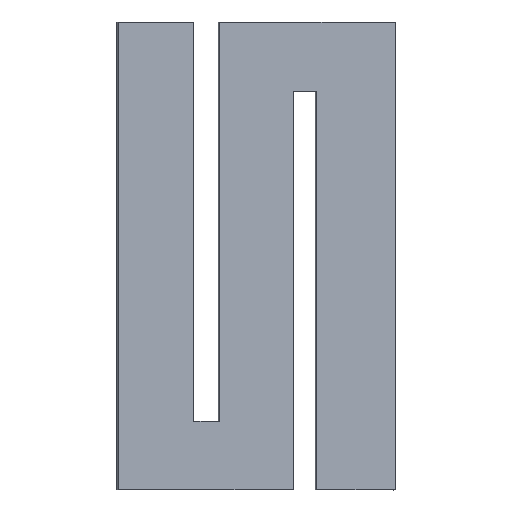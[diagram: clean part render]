
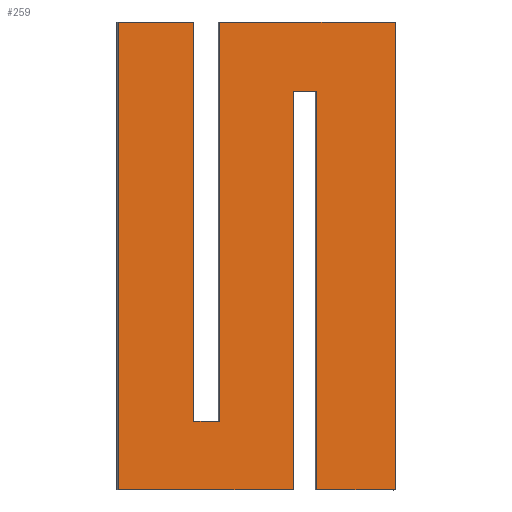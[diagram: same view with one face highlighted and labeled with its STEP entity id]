
A CAD part, top view. The second image highlights one B-rep face of the part: STEP entity #259.
In plain terms, the highlighted planar face has unit normal (0.116, 0, 0.993).
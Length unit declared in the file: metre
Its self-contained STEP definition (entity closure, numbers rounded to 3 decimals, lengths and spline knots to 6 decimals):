
#24=ORIENTED_EDGE('',*,*,#96,.T.);
#25=ORIENTED_EDGE('',*,*,#97,.T.);
#26=ORIENTED_EDGE('',*,*,#98,.T.);
#27=ORIENTED_EDGE('',*,*,#99,.T.);
#28=ORIENTED_EDGE('',*,*,#100,.T.);
#29=ORIENTED_EDGE('',*,*,#101,.T.);
#30=ORIENTED_EDGE('',*,*,#102,.T.);
#31=ORIENTED_EDGE('',*,*,#103,.T.);
#32=ORIENTED_EDGE('',*,*,#104,.T.);
#33=ORIENTED_EDGE('',*,*,#105,.T.);
#34=ORIENTED_EDGE('',*,*,#106,.T.);
#35=ORIENTED_EDGE('',*,*,#107,.T.);
#96=EDGE_CURVE('',#132,#133,#156,.T.);
#97=EDGE_CURVE('',#133,#134,#157,.T.);
#98=EDGE_CURVE('',#134,#135,#158,.T.);
#99=EDGE_CURVE('',#135,#136,#159,.T.);
#100=EDGE_CURVE('',#136,#137,#160,.T.);
#101=EDGE_CURVE('',#137,#138,#161,.T.);
#102=EDGE_CURVE('',#138,#139,#162,.T.);
#103=EDGE_CURVE('',#139,#140,#163,.T.);
#104=EDGE_CURVE('',#140,#141,#164,.T.);
#105=EDGE_CURVE('',#141,#142,#165,.T.);
#106=EDGE_CURVE('',#142,#143,#166,.T.);
#107=EDGE_CURVE('',#143,#132,#167,.T.);
#132=VERTEX_POINT('',#393);
#133=VERTEX_POINT('',#394);
#134=VERTEX_POINT('',#396);
#135=VERTEX_POINT('',#398);
#136=VERTEX_POINT('',#400);
#137=VERTEX_POINT('',#402);
#138=VERTEX_POINT('',#404);
#139=VERTEX_POINT('',#406);
#140=VERTEX_POINT('',#408);
#141=VERTEX_POINT('',#410);
#142=VERTEX_POINT('',#412);
#143=VERTEX_POINT('',#414);
#156=LINE('',#392,#192);
#157=LINE('',#395,#193);
#158=LINE('',#397,#194);
#159=LINE('',#399,#195);
#160=LINE('',#401,#196);
#161=LINE('',#403,#197);
#162=LINE('',#405,#198);
#163=LINE('',#407,#199);
#164=LINE('',#409,#200);
#165=LINE('',#411,#201);
#166=LINE('',#413,#202);
#167=LINE('',#415,#203);
#192=VECTOR('',#317,1.);
#193=VECTOR('',#318,1.);
#194=VECTOR('',#319,1.);
#195=VECTOR('',#320,1.);
#196=VECTOR('',#321,1.);
#197=VECTOR('',#322,1.);
#198=VECTOR('',#323,1.);
#199=VECTOR('',#324,1.);
#200=VECTOR('',#325,1.);
#201=VECTOR('',#326,1.);
#202=VECTOR('',#327,1.);
#203=VECTOR('',#328,1.);
#217=EDGE_LOOP('',(#24,#25,#26,#27,#28,#29,#30,#31,#32,#33,#34,#35));
#231=FACE_BOUND('',#217,.T.);
#245=PLANE('',#286);
#259=ADVANCED_FACE('',(#231),#245,.T.);
#286=AXIS2_PLACEMENT_3D('',#391,#315,#316);
#315=DIRECTION('',(0.116,0.,0.993));
#316=DIRECTION('',(0.993,0.,-0.116));
#317=DIRECTION('',(0.993,0.,-0.116));
#318=DIRECTION('',(0.,1.,0.));
#319=DIRECTION('',(0.993,0.,-0.116));
#320=DIRECTION('',(0.,-1.,0.));
#321=DIRECTION('',(0.993,0.,-0.116));
#322=DIRECTION('',(0.,1.,0.));
#323=DIRECTION('',(-0.993,0.,0.116));
#324=DIRECTION('',(0.,-1.,0.));
#325=DIRECTION('',(-0.993,0.,0.116));
#326=DIRECTION('',(0.,1.,0.));
#327=DIRECTION('',(-0.993,0.,0.116));
#328=DIRECTION('',(0.,-1.,0.));
#391=CARTESIAN_POINT('',(-0.195252,0.325877,0.032017));
#392=CARTESIAN_POINT('',(-0.269463,0.224271,0.040656));
#393=CARTESIAN_POINT('',(-0.271902,0.224271,0.04094));
#394=CARTESIAN_POINT('',(-0.267024,0.224271,0.040372));
#395=CARTESIAN_POINT('',(-0.267024,0.229823,0.040372));
#396=CARTESIAN_POINT('',(-0.267024,0.235375,0.040372));
#397=CARTESIAN_POINT('',(-0.266697,0.235375,0.040334));
#398=CARTESIAN_POINT('',(-0.26637,0.235375,0.040296));
#399=CARTESIAN_POINT('',(-0.26637,0.229823,0.040296));
#400=CARTESIAN_POINT('',(-0.26637,0.224271,0.040296));
#401=CARTESIAN_POINT('',(-0.265275,0.224271,0.040169));
#402=CARTESIAN_POINT('',(-0.264181,0.224271,0.040041));
#403=CARTESIAN_POINT('',(-0.264181,0.230796,0.040041));
#404=CARTESIAN_POINT('',(-0.264181,0.237322,0.040041));
#405=CARTESIAN_POINT('',(-0.266629,0.237322,0.040326));
#406=CARTESIAN_POINT('',(-0.269078,0.237322,0.040611));
#407=CARTESIAN_POINT('',(-0.269078,0.231751,0.040611));
#408=CARTESIAN_POINT('',(-0.269078,0.22618,0.040611));
#409=CARTESIAN_POINT('',(-0.269439,0.22618,0.040653));
#410=CARTESIAN_POINT('',(-0.2698,0.22618,0.040696));
#411=CARTESIAN_POINT('',(-0.2698,0.231751,0.040696));
#412=CARTESIAN_POINT('',(-0.2698,0.237322,0.040696));
#413=CARTESIAN_POINT('',(-0.270851,0.237322,0.040818));
#414=CARTESIAN_POINT('',(-0.271902,0.237322,0.04094));
#415=CARTESIAN_POINT('',(-0.271902,0.230796,0.04094));
